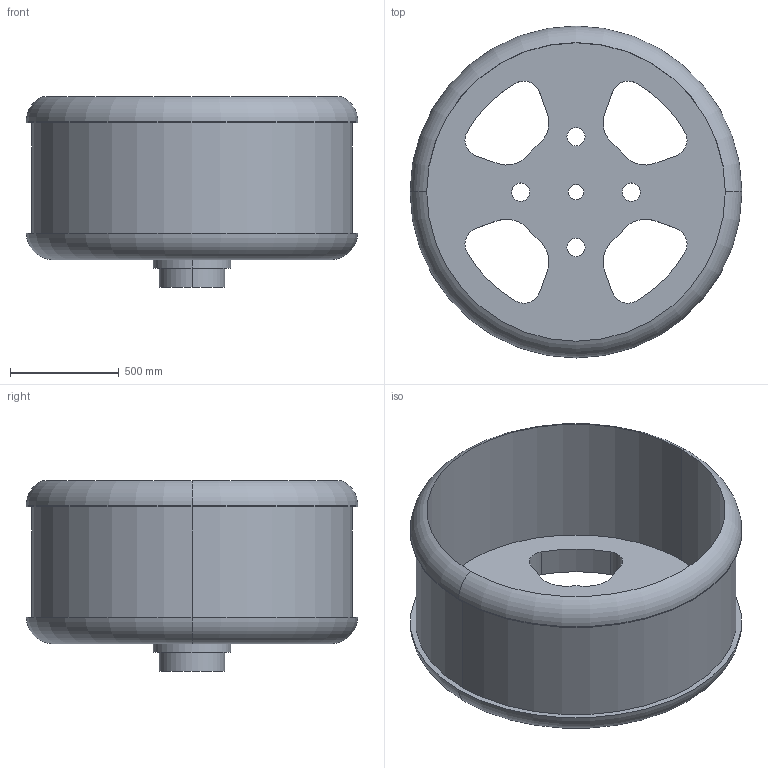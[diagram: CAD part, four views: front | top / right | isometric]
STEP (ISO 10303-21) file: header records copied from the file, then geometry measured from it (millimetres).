
FILE_DESCRIPTION((''),'2;1');
FILE_NAME('2','2022-01-20T16:12:45',('86183'),(''),'CREO PARAMETRIC BY PTC INC, 2018400','CREO PARAMETRIC BY PTC INC, 2018400','');
FILE_SCHEMA(('CONFIG_CONTROL_DESIGN'));
Length unit declared in the file: inch
Products named in the file (1): 2
Bounding box: 1524 x 1524 x 876.3 mm (x, y, z)
Volume: 311777274.2 mm3; surface area: 9674335.4 mm2
Topology: 1 solids, 1 shells, 74 faces, 188 edges, 124 vertices
Faces by surface type: cylinder 52, plane 18, torus 4
Entity records: 2368 total; most frequent: DIRECTION 448, CARTESIAN_POINT 386, ORIENTED_EDGE 376, EDGE_CURVE 188, AXIS2_PLACEMENT_3D 186, VERTEX_POINT 124, CIRCLE 112, EDGE_LOOP 100
